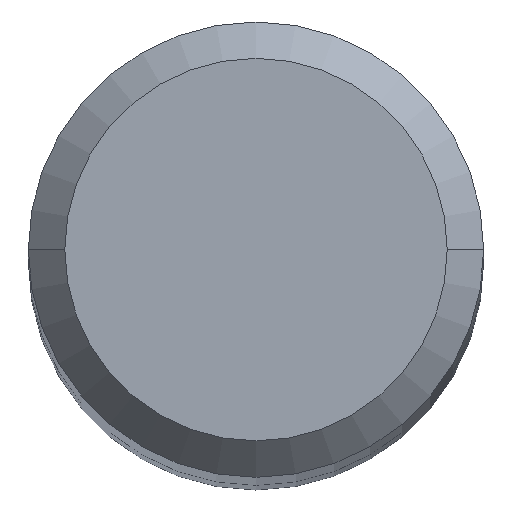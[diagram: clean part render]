
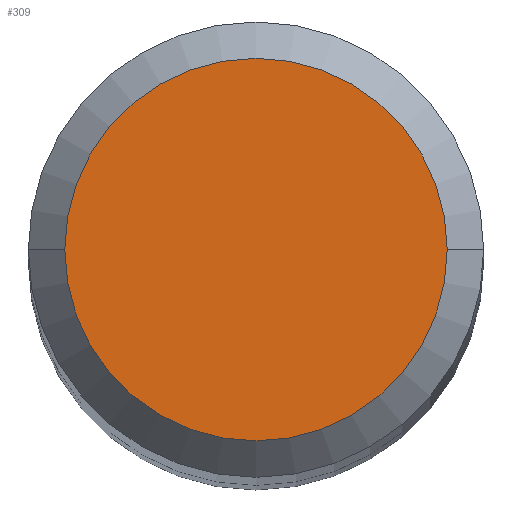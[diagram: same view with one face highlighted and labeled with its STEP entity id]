
A CAD part, top view. The second image highlights one B-rep face of the part: STEP entity #309.
In plain terms, the highlighted planar face has unit normal (0, 0, 1).
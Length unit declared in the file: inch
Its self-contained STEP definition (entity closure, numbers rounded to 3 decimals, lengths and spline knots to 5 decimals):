
#10 = ORIENTED_EDGE ( 'NONE', *, *, #19, .T. ) ;
#19 = EDGE_CURVE ( 'NONE', #125, #121, #116, .T. ) ;
#21 = AXIS2_PLACEMENT_3D ( 'NONE', #380, #30, #159 ) ;
#30 = DIRECTION ( 'NONE',  ( 0., 0., 1. ) ) ;
#47 = DIRECTION ( 'NONE',  ( 1., 0., 0. ) ) ;
#58 = FACE_OUTER_BOUND ( 'NONE', #342, .T. ) ;
#116 = CIRCLE ( 'NONE', #286, 0.105 ) ;
#121 = VERTEX_POINT ( 'NONE', #158 ) ;
#125 = VERTEX_POINT ( 'NONE', #358 ) ;
#158 = CARTESIAN_POINT ( 'NONE',  ( -0.105, 0., 0. ) ) ;
#159 = DIRECTION ( 'NONE',  ( 1., 0., 0. ) ) ;
#183 = CARTESIAN_POINT ( 'NONE',  ( 0., 0.105, 0. ) ) ;
#219 = ORIENTED_EDGE ( 'NONE', *, *, #371, .T. ) ;
#244 = CIRCLE ( 'NONE', #21, 0.105 ) ;
#259 = AXIS2_PLACEMENT_3D ( 'NONE', #183, #390, #357 ) ;
#269 = DIRECTION ( 'NONE',  ( 0., 0., 1. ) ) ;
#274 = CARTESIAN_POINT ( 'NONE',  ( 0., 0., 0. ) ) ;
#276 = PLANE ( 'NONE',  #259 ) ;
#286 = AXIS2_PLACEMENT_3D ( 'NONE', #274, #269, #47 ) ;
#309 = ADVANCED_FACE ( 'NONE', ( #58 ), #276, .F. ) ;
#342 = EDGE_LOOP ( 'NONE', ( #219, #10 ) ) ;
#357 = DIRECTION ( 'NONE',  ( -1., 0., 0. ) ) ;
#358 = CARTESIAN_POINT ( 'NONE',  ( 0.105, 0., 0. ) ) ;
#371 = EDGE_CURVE ( 'NONE', #121, #125, #244, .T. ) ;
#380 = CARTESIAN_POINT ( 'NONE',  ( 0., 0., 0. ) ) ;
#390 = DIRECTION ( 'NONE',  ( 0., 0., -1. ) ) ;
